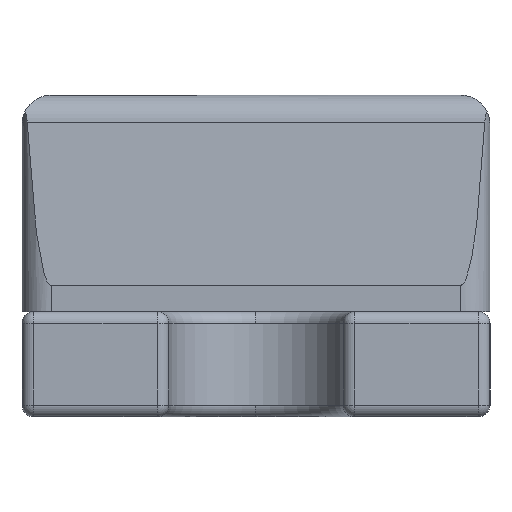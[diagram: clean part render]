
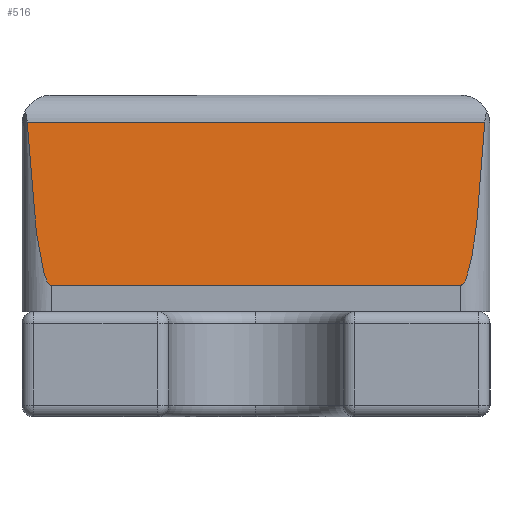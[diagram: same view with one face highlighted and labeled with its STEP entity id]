
A CAD part, left-side view. The second image highlights one B-rep face of the part: STEP entity #516.
In plain terms, the highlighted planar face has unit normal (-0.997, 0, 0.077).
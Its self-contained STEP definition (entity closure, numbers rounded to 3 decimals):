
#256=CARTESIAN_POINT('',(-0.55,-0.35,0.225));
#257=VERTEX_POINT('',#256);
#258=CARTESIAN_POINT('',(-0.55,0.35,0.225));
#259=VERTEX_POINT('',#258);
#260=CARTESIAN_POINT('',(-0.55,-0.35,0.225));
#261=DIRECTION('',(0.,1.,0.));
#262=VECTOR('',#261,0.7);
#263=LINE('',#260,#262);
#264=EDGE_CURVE('',#257,#259,#263,.T.);
#484=CARTESIAN_POINT('',(-0.525,0.,0.55));
#485=DIRECTION('',(-0.997,0.,0.077));
#486=DIRECTION('',(0.,1.,0.));
#487=AXIS2_PLACEMENT_3D('',#484,#485,#486);
#488=PLANE('',#487);
#489=CARTESIAN_POINT('',(-0.529,-0.391,0.504));
#490=VERTEX_POINT('',#489);
#491=CARTESIAN_POINT('',(-0.529,0.391,0.504));
#492=VERTEX_POINT('',#491);
#493=CARTESIAN_POINT('',(-0.529,-0.391,0.504));
#494=DIRECTION('',(0.,1.,0.));
#495=VECTOR('',#494,0.782);
#496=LINE('',#493,#495);
#497=EDGE_CURVE('',#490,#492,#496,.T.);
#498=ORIENTED_EDGE('',*,*,#497,.T.);
#499=CARTESIAN_POINT('',(-0.5,0.35,0.875));
#500=DIRECTION('',(-0.997,0.,0.077));
#501=DIRECTION('',(0.077,0.,0.997));
#502=AXIS2_PLACEMENT_3D('',#499,#500,#501);
#503=ELLIPSE('',#502,0.652,0.05);
#504=EDGE_CURVE('',#492,#259,#503,.T.);
#505=ORIENTED_EDGE('',*,*,#504,.T.);
#506=ORIENTED_EDGE('',*,*,#264,.F.);
#507=CARTESIAN_POINT('',(-0.5,-0.35,0.875));
#508=DIRECTION('',(-0.997,0.,0.077));
#509=DIRECTION('',(-0.077,0.,-0.997));
#510=AXIS2_PLACEMENT_3D('',#507,#508,#509);
#511=ELLIPSE('',#510,0.652,0.05);
#512=EDGE_CURVE('',#257,#490,#511,.T.);
#513=ORIENTED_EDGE('',*,*,#512,.T.);
#514=EDGE_LOOP('',(#498,#505,#506,#513));
#515=FACE_BOUND('',#514,.T.);
#516=ADVANCED_FACE('',(#515),#488,.T.);
